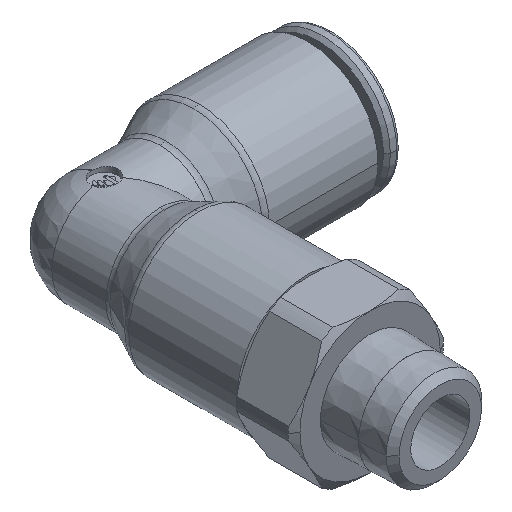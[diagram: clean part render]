
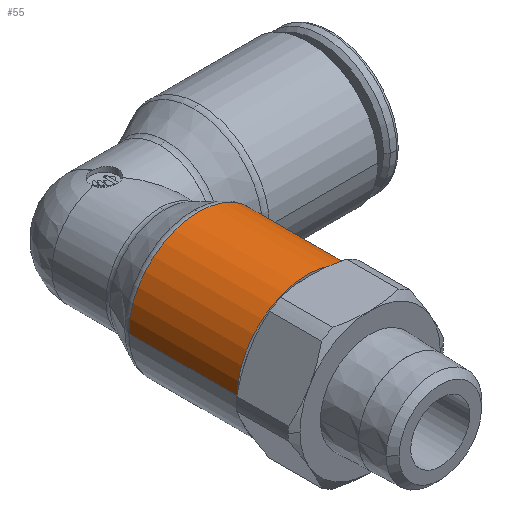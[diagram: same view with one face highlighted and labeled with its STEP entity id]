
A CAD part, isometric view. The second image highlights one B-rep face of the part: STEP entity #55.
In plain terms, the highlighted cylindrical face has radius 9.5 mm (diameter 19 mm), a partial arc.
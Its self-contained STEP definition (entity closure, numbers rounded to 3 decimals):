
#55=ADVANCED_FACE('',(#180),#181,.T.);
#180=FACE_OUTER_BOUND('',#423,.T.);
#181=CYLINDRICAL_SURFACE('',#424,9.5);
#423=EDGE_LOOP('',(#721,#722,#723,#724,#725));
#424=AXIS2_PLACEMENT_3D('',#726,#727,#728);
#721=ORIENTED_EDGE('',*,*,#1604,.F.);
#722=ORIENTED_EDGE('',*,*,#1605,.T.);
#723=ORIENTED_EDGE('',*,*,#1606,.T.);
#724=ORIENTED_EDGE('',*,*,#1607,.F.);
#725=ORIENTED_EDGE('',*,*,#1608,.F.);
#726=CARTESIAN_POINT('',(0.,15.845,0.003));
#727=DIRECTION('',(0.,-1.0,0.0));
#728=DIRECTION('',(1.0,0.,0.0));
#1604=EDGE_CURVE('',#1925,#1926,#1927,.T.);
#1605=EDGE_CURVE('',#1925,#1928,#1929,.T.);
#1606=EDGE_CURVE('',#1928,#1930,#1931,.T.);
#1607=EDGE_CURVE('',#1932,#1930,#1933,.T.);
#1608=EDGE_CURVE('',#1926,#1932,#1934,.T.);
#1925=VERTEX_POINT('',#2403);
#1926=VERTEX_POINT('',#2404);
#1927=LINE('',#2405,#2406);
#1928=VERTEX_POINT('',#2407);
#1929=CIRCLE('',#2408,9.5);
#1930=VERTEX_POINT('',#2409);
#1931=CIRCLE('',#2410,9.5);
#1932=VERTEX_POINT('',#2411);
#1933=LINE('',#2412,#2413);
#1934=CIRCLE('',#2414,9.5);
#2403=CARTESIAN_POINT('',(9.5,23.195,0.003));
#2404=CARTESIAN_POINT('',(9.5,8.495,0.003));
#2405=CARTESIAN_POINT('',(9.5,15.845,0.003));
#2406=VECTOR('',#3677,1.0);
#2407=CARTESIAN_POINT('',(0.,23.195,9.503));
#2408=AXIS2_PLACEMENT_3D('',#3678,#3679,#3680);
#2409=CARTESIAN_POINT('',(-9.5,23.195,0.003));
#2410=AXIS2_PLACEMENT_3D('',#3681,#3682,#3683);
#2411=CARTESIAN_POINT('',(-9.5,8.495,0.003));
#2412=CARTESIAN_POINT('',(-9.5,15.845,0.003));
#2413=VECTOR('',#3684,1.0);
#2414=AXIS2_PLACEMENT_3D('',#3685,#3686,#3687);
#3677=DIRECTION('',(0.,-1.0,0.0));
#3678=CARTESIAN_POINT('',(0.,23.195,0.003));
#3679=DIRECTION('',(0.,-1.0,0.0));
#3680=DIRECTION('',(1.0,0.,0.0));
#3681=CARTESIAN_POINT('',(0.,23.195,0.003));
#3682=DIRECTION('',(0.,-1.0,0.0));
#3683=DIRECTION('',(1.0,0.,0.0));
#3684=DIRECTION('',(0.,1.0,-0.0));
#3685=CARTESIAN_POINT('',(0.,8.495,0.003));
#3686=DIRECTION('',(0.,-1.0,0.0));
#3687=DIRECTION('',(1.0,0.,0.0));
